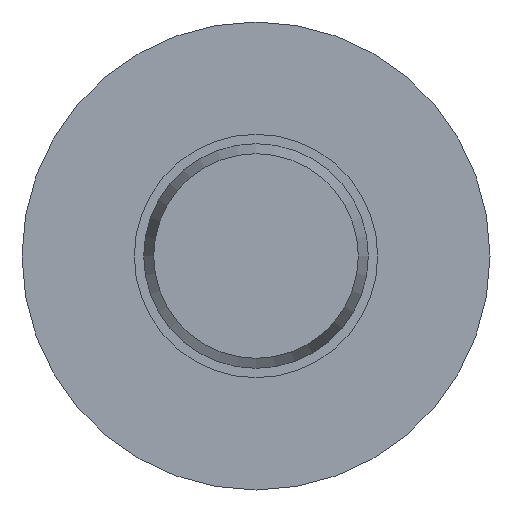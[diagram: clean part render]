
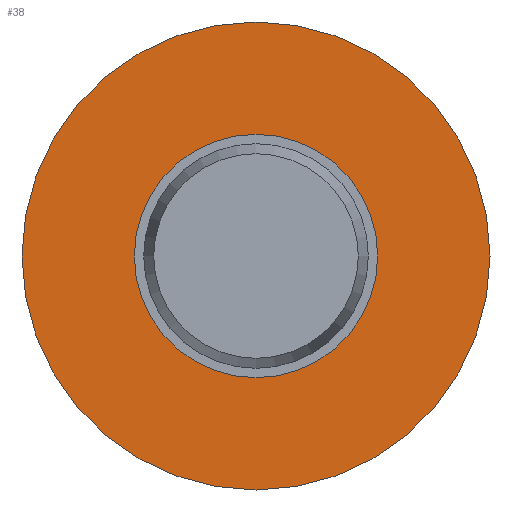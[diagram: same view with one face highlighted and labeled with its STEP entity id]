
A CAD part, front view. The second image highlights one B-rep face of the part: STEP entity #38.
In plain terms, the highlighted planar face has unit normal (0, -1, 0).
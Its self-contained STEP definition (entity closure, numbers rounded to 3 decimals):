
#38 = ADVANCED_FACE( '', ( #80, #81 ), #82, .F. );
#80 = FACE_BOUND( '', #133, .T. );
#81 = FACE_OUTER_BOUND( '', #134, .T. );
#82 = PLANE( '', #135 );
#133 = EDGE_LOOP( '', ( #182 ) );
#134 = EDGE_LOOP( '', ( #183 ) );
#135 = AXIS2_PLACEMENT_3D( '', #184, #185, #186 );
#182 = ORIENTED_EDGE( '', *, *, #249, .F. );
#183 = ORIENTED_EDGE( '', *, *, #250, .T. );
#184 = CARTESIAN_POINT( '', ( 12.5, 14., 0. ) );
#185 = DIRECTION( '', ( 0., 1., 0. ) );
#186 = DIRECTION( '', ( 0., 0., 1. ) );
#249 = EDGE_CURVE( '', #273, #273, #274, .T. );
#250 = EDGE_CURVE( '', #275, #275, #276, .T. );
#273 = VERTEX_POINT( '', #307 );
#274 = CIRCLE( '', #308, 6.5 );
#275 = VERTEX_POINT( '', #309 );
#276 = CIRCLE( '', #310, 12.5 );
#307 = CARTESIAN_POINT( '', ( 0., 14., -6.5 ) );
#308 = AXIS2_PLACEMENT_3D( '', #340, #341, #342 );
#309 = CARTESIAN_POINT( '', ( 0., 14., -12.5 ) );
#310 = AXIS2_PLACEMENT_3D( '', #343, #344, #345 );
#340 = CARTESIAN_POINT( '', ( 0., 14., 0. ) );
#341 = DIRECTION( '', ( 0., -1., 0. ) );
#342 = DIRECTION( '', ( 0., 0., -1. ) );
#343 = CARTESIAN_POINT( '', ( 0., 14., 0. ) );
#344 = DIRECTION( '', ( 0., -1., 0. ) );
#345 = DIRECTION( '', ( 0., 0., -1. ) );
